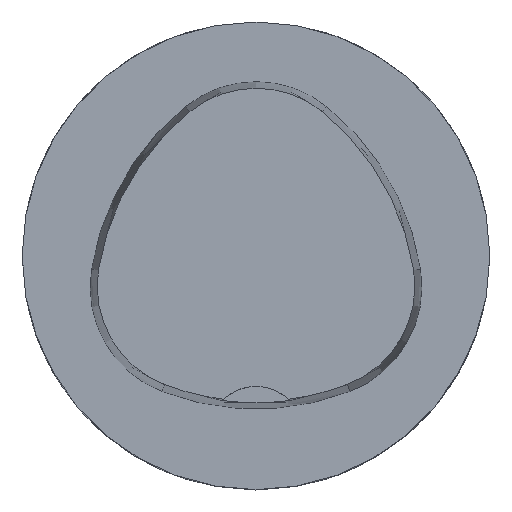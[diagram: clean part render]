
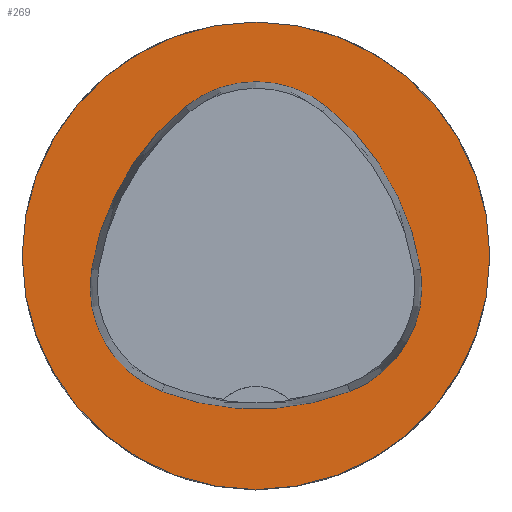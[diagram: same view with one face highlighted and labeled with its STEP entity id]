
A CAD part, top view. The second image highlights one B-rep face of the part: STEP entity #269.
In plain terms, the highlighted planar face has unit normal (0, 0, 1).
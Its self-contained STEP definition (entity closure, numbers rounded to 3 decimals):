
#202=PLANE('',#1167);
#269=ADVANCED_FACE('',(#395,#396),#202,.T.);
#395=FACE_BOUND('',#461,.T.);
#396=FACE_BOUND('',#462,.T.);
#461=EDGE_LOOP('',(#576,#577,#578,#579,#580,#581));
#462=EDGE_LOOP('',(#582));
#576=ORIENTED_EDGE('',*,*,#743,.T.);
#577=ORIENTED_EDGE('',*,*,#723,.T.);
#578=ORIENTED_EDGE('',*,*,#727,.T.);
#579=ORIENTED_EDGE('',*,*,#730,.T.);
#580=ORIENTED_EDGE('',*,*,#733,.T.);
#581=ORIENTED_EDGE('',*,*,#741,.T.);
#582=ORIENTED_EDGE('',*,*,#692,.F.);
#630=VERTEX_POINT('',#1555);
#661=VERTEX_POINT('',#1641);
#662=VERTEX_POINT('',#1642);
#665=VERTEX_POINT('',#1650);
#667=VERTEX_POINT('',#1656);
#669=VERTEX_POINT('',#1662);
#676=VERTEX_POINT('',#1683);
#692=EDGE_CURVE('',#630,#630,#756,.T.);
#723=EDGE_CURVE('',#661,#662,#779,.T.);
#727=EDGE_CURVE('',#662,#665,#781,.T.);
#730=EDGE_CURVE('',#665,#667,#783,.T.);
#733=EDGE_CURVE('',#667,#669,#785,.T.);
#741=EDGE_CURVE('',#669,#676,#789,.T.);
#743=EDGE_CURVE('',#676,#661,#791,.T.);
#756=CIRCLE('',#1094,25.);
#779=CIRCLE('',#1145,28.);
#781=CIRCLE('',#1148,12.);
#783=CIRCLE('',#1151,28.);
#785=CIRCLE('',#1154,12.);
#789=CIRCLE('',#1159,28.);
#791=CIRCLE('',#1162,12.);
#1094=AXIS2_PLACEMENT_3D('',#1554,#1263,#1264);
#1145=AXIS2_PLACEMENT_3D('',#1640,#1369,#1370);
#1148=AXIS2_PLACEMENT_3D('',#1649,#1377,#1378);
#1151=AXIS2_PLACEMENT_3D('',#1655,#1384,#1385);
#1154=AXIS2_PLACEMENT_3D('',#1661,#1391,#1392);
#1159=AXIS2_PLACEMENT_3D('',#1684,#1403,#1404);
#1162=AXIS2_PLACEMENT_3D('',#1687,#1409,#1410);
#1167=AXIS2_PLACEMENT_3D('',#1692,#1419,#1420);
#1263=DIRECTION('',(0.,0.,-1.));
#1264=DIRECTION('',(-1.,0.,0.));
#1369=DIRECTION('',(0.,0.,-1.));
#1370=DIRECTION('',(-1.,0.,0.));
#1377=DIRECTION('',(0.,0.,-1.));
#1378=DIRECTION('',(-1.,0.,0.));
#1384=DIRECTION('',(0.,0.,-1.));
#1385=DIRECTION('',(-1.,0.,0.));
#1391=DIRECTION('',(0.,0.,-1.));
#1392=DIRECTION('',(-1.,0.,0.));
#1403=DIRECTION('',(0.,0.,-1.));
#1404=DIRECTION('',(-1.,0.,0.));
#1409=DIRECTION('',(0.,0.,-1.));
#1410=DIRECTION('',(-1.,0.,0.));
#1419=DIRECTION('',(0.,0.,1.));
#1420=DIRECTION('',(1.,0.,0.));
#1554=CARTESIAN_POINT('',(0.,0.,0.));
#1555=CARTESIAN_POINT('',(-25.,0.,0.));
#1640=CARTESIAN_POINT('',(10.068,-5.824,0.));
#1641=CARTESIAN_POINT('',(-17.584,-1.424,0.));
#1642=CARTESIAN_POINT('',(-7.531,15.953,0.));
#1649=CARTESIAN_POINT('',(0.011,6.62,0.));
#1650=CARTESIAN_POINT('',(7.567,15.942,0.));
#1655=CARTESIAN_POINT('',(-10.063,-5.81,0.));
#1656=CARTESIAN_POINT('',(17.59,-1.418,0.));
#1661=CARTESIAN_POINT('',(5.739,-3.3,0.));
#1662=CARTESIAN_POINT('',(10.05,-14.499,0.));
#1683=CARTESIAN_POINT('',(-10.025,-14.516,0.));
#1684=CARTESIAN_POINT('',(-0.01,11.631,0.));
#1687=CARTESIAN_POINT('',(-5.733,-3.31,0.));
#1692=CARTESIAN_POINT('',(0.,0.,0.));
